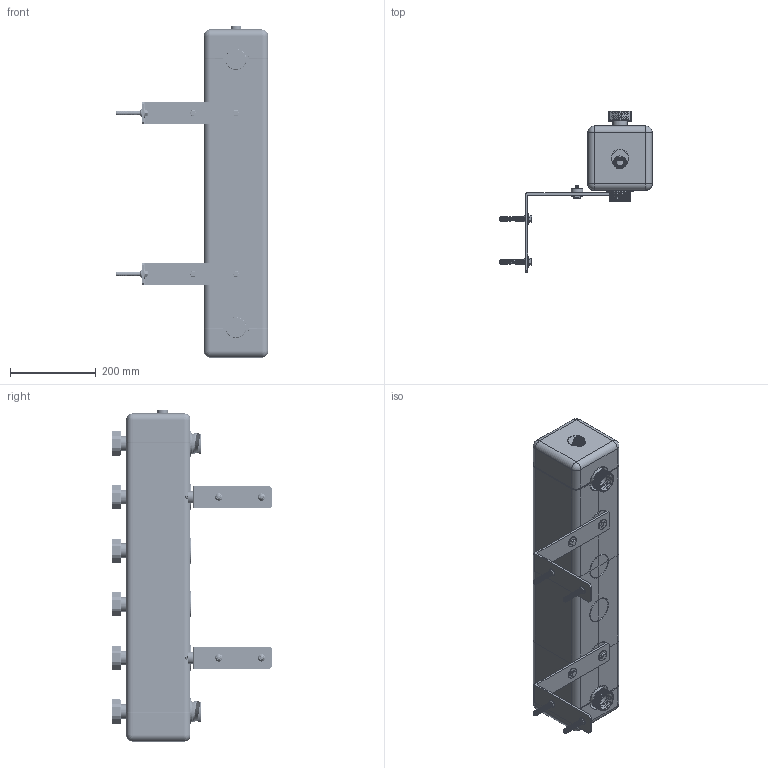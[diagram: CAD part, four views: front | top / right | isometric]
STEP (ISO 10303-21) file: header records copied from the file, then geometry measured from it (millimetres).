
FILE_DESCRIPTION((''),'2;1');
FILE_NAME('08_016_300_ASM','2018-01-24T',('Uros.Kriznik'),('Audax d.o.o.'),'CREO PARAMETRIC BY PTC INC, 2017020','CREO PARAMETRIC BY PTC INC, 2017020','');
FILE_SCHEMA(('CONFIG_CONTROL_DESIGN'));
Products named in the file (31): 08_016_009; 08_016_010; 08_016_011; 08_013_016; 08_010_002; 08_001_008; 08_016_004; 08_016_005; 08_016_006; 08_016_007; 08_001_017; 08_001_018; 08_016_008; 08_014_014; 5IZOLVMESNIEPP80_CELA_AF2; 5IZOLVMESNIEPP80_CELA_AF3; 5IZOLVMESNIEPP80_CELA_AF4; 5IZOLVMESNIEPP80_CELA_AF5; 5IZOLVMESNIEPP80_REZANA1_AF2; 5IZOLVMESNIEPP80_REZANA1_AF3; 5IZOLKONCNIEPP80_AF2; 5IZOLKONCNIEPP80_AF3; 08_016_300_IZOLACIJA_ASM; 08_001_033_OJACAN; VLOZEK_ZIDNI; PODLOZKA; PODLOZKA_GUMA; VIJAK_M10; VIJAK_ZIDNI; NOSILEC_KOMPLET_ASM; 08_016_300_ASM
Assembly tree (60 placements, depth 3):
  08_016_300_ASM
    08_016_009
    08_016_010
    08_016_011
    08_013_016  x3
    08_010_002  x2
    08_001_008  x2
    08_016_004  x5
    08_016_005  x3
    08_016_006
    08_016_007
    08_001_017  x6
    08_001_018  x6
    08_016_008
    08_014_014  x3
    08_016_300_IZOLACIJA_ASM
      5IZOLVMESNIEPP80_CELA_AF2
      5IZOLVMESNIEPP80_CELA_AF3
      5IZOLVMESNIEPP80_CELA_AF4
      5IZOLVMESNIEPP80_CELA_AF5
      5IZOLVMESNIEPP80_REZANA1_AF2
      5IZOLVMESNIEPP80_REZANA1_AF3
      5IZOLKONCNIEPP80_AF2
      5IZOLKONCNIEPP80_AF3
    NOSILEC_KOMPLET_ASM  x2
      08_001_033_OJACAN
      VLOZEK_ZIDNI
      PODLOZKA
      PODLOZKA_GUMA
      VIJAK_M10
      VIJAK_ZIDNI
Bounding box: 355 x 375 x 774 mm (x, y, z)
Volume: 12750850.8 mm3; surface area: 2137402.1 mm2
Topology: 70 solids, 80 shells, 2596 faces, 6867 edges, 4482 vertices
Faces by surface type: cylinder 1309, plane 985, bspline 192, cone 78, torus 24, sphere 8
Entity records: 76680 total; most frequent: CARTESIAN_POINT 45547, ORIENTED_EDGE 6522, DIRECTION 6220, EDGE_CURVE 3267, AXIS2_PLACEMENT_3D 2200, VERTEX_POINT 2155, VECTOR 1820, LINE 1820
